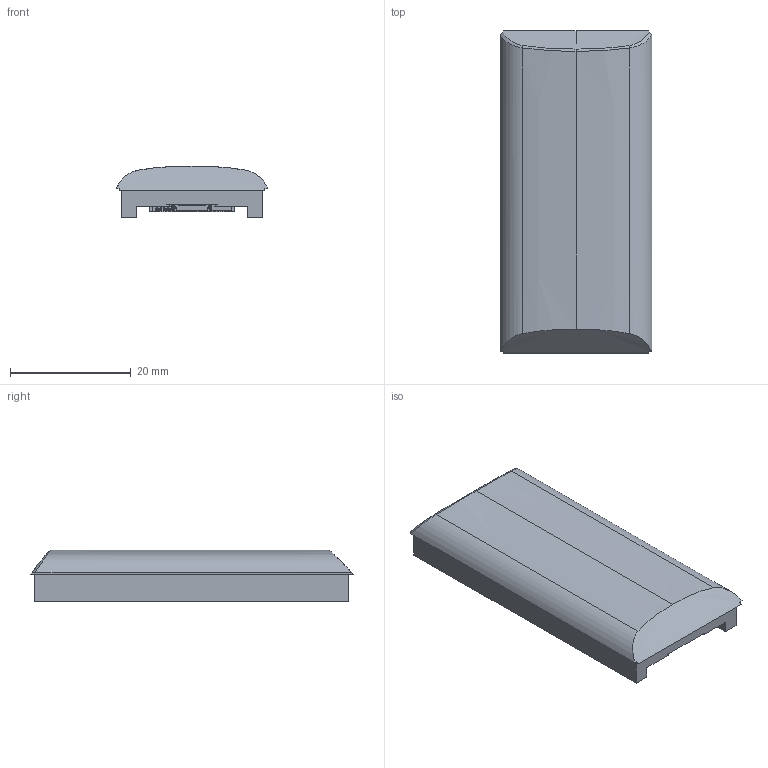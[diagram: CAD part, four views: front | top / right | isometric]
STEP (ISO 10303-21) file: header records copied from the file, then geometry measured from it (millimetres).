
FILE_DESCRIPTION((''),'2;1');
FILE_NAME('_P01SAM1-000001_1_3','2025-07-23T19:26:06',('hesifan'),(''),'CREO PARAMETRIC BY PTC INC, 2022073','CREO PARAMETRIC BY PTC INC, 2022073','');
FILE_SCHEMA(('CONFIG_CONTROL_DESIGN'));
Length unit declared in the file: millimetre
Products named in the file (1): _P01SAM1-000001_1_3
Bounding box: 25.1 x 53.38 x 8.57 mm (x, y, z)
Volume: 7733.4 mm3; surface area: 4120.8 mm2
Topology: 1 solids, 2 shells, 1313 faces, 3915 edges, 2597 vertices
Faces by surface type: plane 1038, cylinder 243, cone 24, extrusion 4, bspline 4
Entity records: 44044 total; most frequent: CARTESIAN_POINT 8160, ORIENTED_EDGE 7830, DIRECTION 7028, EDGE_CURVE 3915, VECTOR 3358, LINE 3354, VERTEX_POINT 2597, AXIS2_PLACEMENT_3D 1835
